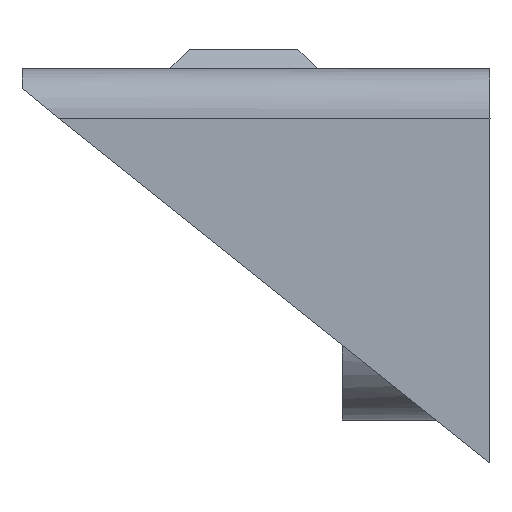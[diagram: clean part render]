
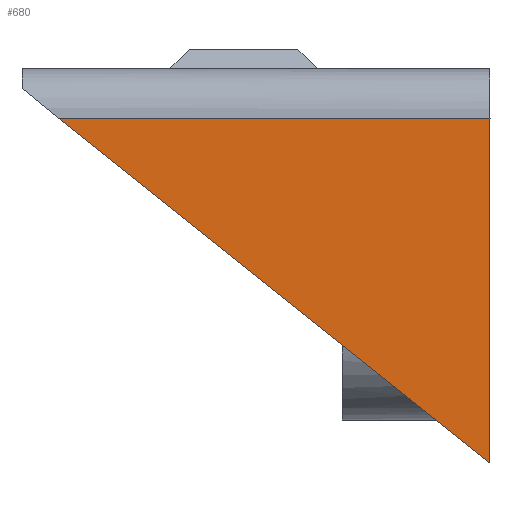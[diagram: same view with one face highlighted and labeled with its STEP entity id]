
A CAD part, left-side view. The second image highlights one B-rep face of the part: STEP entity #680.
In plain terms, the highlighted planar face has unit normal (-1, 0, 0).
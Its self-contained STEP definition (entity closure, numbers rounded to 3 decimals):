
#97=FACE_OUTER_BOUND('',#137,.T.);
#137=EDGE_LOOP('',(#489,#490,#491));
#194=LINE('',#1053,#255);
#196=LINE('',#1059,#257);
#197=LINE('',#1060,#258);
#255=VECTOR('',#819,10.);
#257=VECTOR('',#825,10.);
#258=VECTOR('',#826,10.);
#317=VERTEX_POINT('',#1050);
#318=VERTEX_POINT('',#1052);
#320=VERTEX_POINT('',#1058);
#384=EDGE_CURVE('',#318,#317,#194,.T.);
#387=EDGE_CURVE('',#317,#320,#196,.T.);
#388=EDGE_CURVE('',#320,#318,#197,.T.);
#489=ORIENTED_EDGE('',*,*,#384,.T.);
#490=ORIENTED_EDGE('',*,*,#387,.T.);
#491=ORIENTED_EDGE('',*,*,#388,.T.);
#653=PLANE('',#728);
#680=ADVANCED_FACE('',(#97),#653,.F.);
#728=AXIS2_PLACEMENT_3D('',#1057,#823,#824);
#819=DIRECTION('',(0.,1.,0.));
#823=DIRECTION('center_axis',(1.,0.,0.));
#824=DIRECTION('ref_axis',(0.,0.,
-1.));
#825=DIRECTION('',(0.,-0.781,-0.625));
#826=DIRECTION('',(0.,0.,1.));
#1050=CARTESIAN_POINT('',(-85.5,29.9,-522.));
#1052=CARTESIAN_POINT('',(-85.5,12.4,-522.));
#1053=CARTESIAN_POINT('',(-85.5,26.65,-522.));
#1057=CARTESIAN_POINT('Origin',(-85.5,21.9,-528.));
#1058=CARTESIAN_POINT('',(-85.5,12.4,-536.));
#1059=CARTESIAN_POINT('',(-85.5,17.248,-532.122));
#1060=CARTESIAN_POINT('',(-85.5,12.4,-524.));
